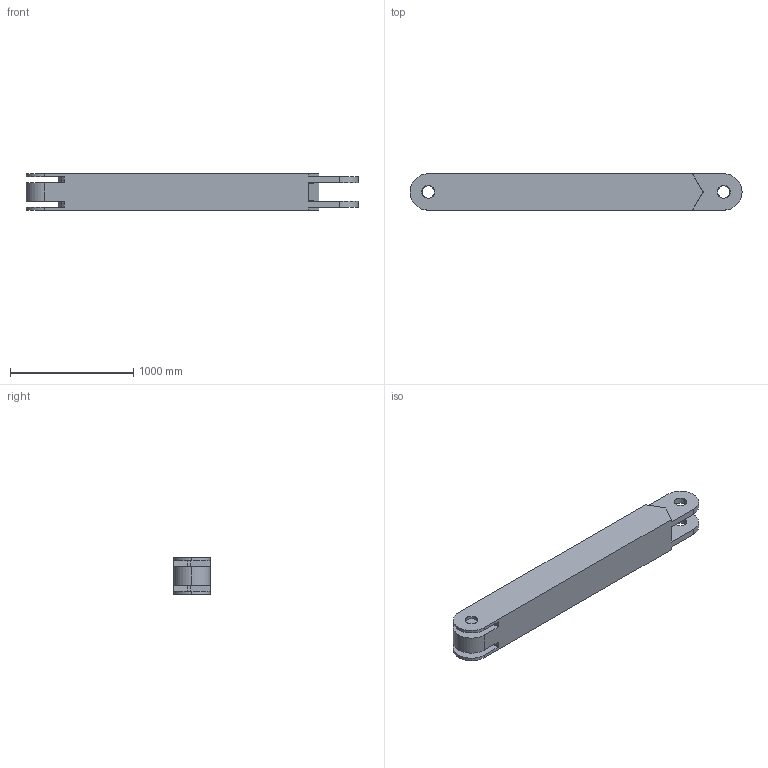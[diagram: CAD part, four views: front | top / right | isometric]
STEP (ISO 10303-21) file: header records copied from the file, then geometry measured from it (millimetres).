
FILE_DESCRIPTION (( 'STEP AP203' ), '1' );
FILE_NAME ('link_2_Default_sldprt.STEP', '2020-05-22T16:21:08', ( '' ), ( '' ), 'SwSTEP 2.0', 'SolidWorks 2018', '' );
FILE_SCHEMA (( 'CONFIG_CONTROL_DESIGN' ));
Length unit declared in the file: millimetre
Products named in the file (1): link_2_Default_sldprt
Bounding box: 2695 x 295 x 300 mm (x, y, z)
Volume: 67458858.3 mm3; surface area: 6863303.4 mm2
Topology: 1 solids, 3 shells, 176 faces, 415 edges, 229 vertices
Faces by surface type: cylinder 79, plane 38, torus 35, sphere 24
Entity records: 4976 total; most frequent: DIRECTION 945, CARTESIAN_POINT 853, ORIENTED_EDGE 798, EDGE_CURVE 399, AXIS2_PLACEMENT_3D 385, VERTEX_POINT 229, CIRCLE 208, EDGE_LOOP 186
